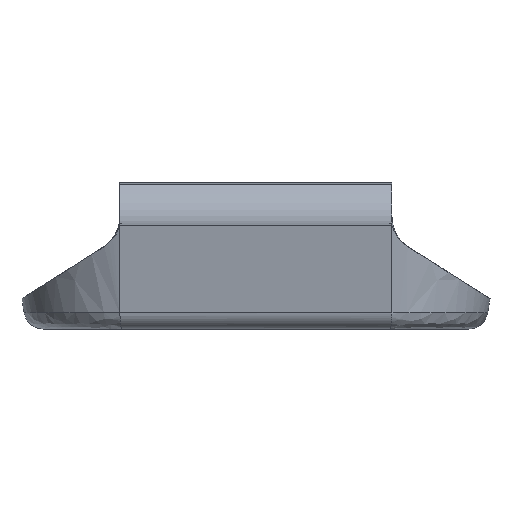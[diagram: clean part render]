
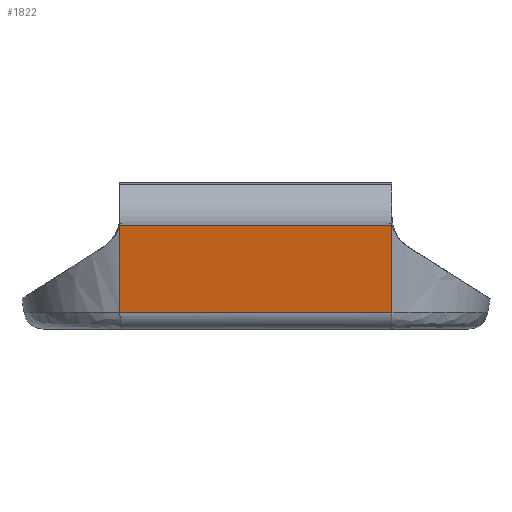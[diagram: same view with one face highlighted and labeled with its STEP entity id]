
A CAD part, front view. The second image highlights one B-rep face of the part: STEP entity #1822.
In plain terms, the highlighted planar face has unit normal (0, -0.988, -0.156).
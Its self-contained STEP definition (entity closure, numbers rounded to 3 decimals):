
#113=B_SPLINE_CURVE_WITH_KNOTS('',3,(#3349,#3350,#3351,#3352),
 .UNSPECIFIED.,.F.,.F.,(4,4),(1.11,1.111),
 .UNSPECIFIED.);
#117=B_SPLINE_CURVE_WITH_KNOTS('',3,(#3449,#3450,#3451,#3452),
 .UNSPECIFIED.,.F.,.F.,(4,4),(0.,0.002),.UNSPECIFIED.);
#173=PLANE('',#1973);
#237=FACE_OUTER_BOUND('',#340,.T.);
#340=EDGE_LOOP('',(#1373,#1374,#1375,#1376,#1377,#1378));
#448=LINE('',#2732,#591);
#457=LINE('',#3386,#600);
#458=LINE('',#3468,#601);
#459=LINE('',#3469,#602);
#591=VECTOR('',#2176,10.);
#600=VECTOR('',#2201,10.);
#601=VECTOR('',#2204,10.);
#602=VECTOR('',#2205,10.);
#767=VERTEX_POINT('',#2552);
#781=VERTEX_POINT('',#2646);
#806=VERTEX_POINT('',#3295);
#811=VERTEX_POINT('',#3336);
#815=VERTEX_POINT('',#3373);
#817=VERTEX_POINT('',#3438);
#988=EDGE_CURVE('',#781,#767,#448,.T.);
#1021=EDGE_CURVE('',#811,#806,#113,.T.);
#1027=EDGE_CURVE('',#815,#811,#457,.T.);
#1029=EDGE_CURVE('',#817,#815,#117,.T.);
#1032=EDGE_CURVE('',#817,#767,#458,.T.);
#1033=EDGE_CURVE('',#806,#781,#459,.T.);
#1373=ORIENTED_EDGE('',*,*,#1021,.F.);
#1374=ORIENTED_EDGE('',*,*,#1027,.F.);
#1375=ORIENTED_EDGE('',*,*,#1029,.F.);
#1376=ORIENTED_EDGE('',*,*,#1032,.T.);
#1377=ORIENTED_EDGE('',*,*,#988,.F.);
#1378=ORIENTED_EDGE('',*,*,#1033,.F.);
#1822=ADVANCED_FACE('',(#237),#173,.T.);
#1973=AXIS2_PLACEMENT_3D('',#3467,#2202,#2203);
#2176=DIRECTION('',(1.,0.,0.));
#2201=DIRECTION('',(-1.,0.,0.));
#2202=DIRECTION('center_axis',(0.,-0.988,-0.156));
#2203=DIRECTION('ref_axis',(0.,0.156,-0.988));
#2204=DIRECTION('',(0.,-0.156,0.988));
#2205=DIRECTION('',(0.,-0.156,0.988));
#2552=CARTESIAN_POINT('',(35.,-33.739,26.763));
#2646=CARTESIAN_POINT('',(-35.,-33.739,26.763));
#2732=CARTESIAN_POINT('',(-35.,-33.739,26.763));
#3295=CARTESIAN_POINT('',(-35.,-30.17,4.233));
#3336=CARTESIAN_POINT('',(-35.,-30.168,4.218));
#3349=CARTESIAN_POINT('Ctrl Pts',(-35.,-30.168,4.218));
#3350=CARTESIAN_POINT('Ctrl Pts',(-35.,-30.169,4.223));
#3351=CARTESIAN_POINT('Ctrl Pts',(-35.,-30.17,4.228));
#3352=CARTESIAN_POINT('Ctrl Pts',(-35.,-30.17,4.233));
#3373=CARTESIAN_POINT('',(35.,-30.168,4.218));
#3386=CARTESIAN_POINT('',(-17.5,-30.168,4.218));
#3438=CARTESIAN_POINT('',(35.,-30.17,4.233));
#3449=CARTESIAN_POINT('Ctrl Pts',(35.,-30.17,4.233));
#3450=CARTESIAN_POINT('Ctrl Pts',(35.,-30.17,4.228));
#3451=CARTESIAN_POINT('Ctrl Pts',(35.,-30.169,4.223));
#3452=CARTESIAN_POINT('Ctrl Pts',(35.,-30.168,4.218));
#3467=CARTESIAN_POINT('Origin',(-35.,-29.5,0.));
#3468=CARTESIAN_POINT('',(35.,-29.5,0.));
#3469=CARTESIAN_POINT('',(-35.,-33.27,23.8));
